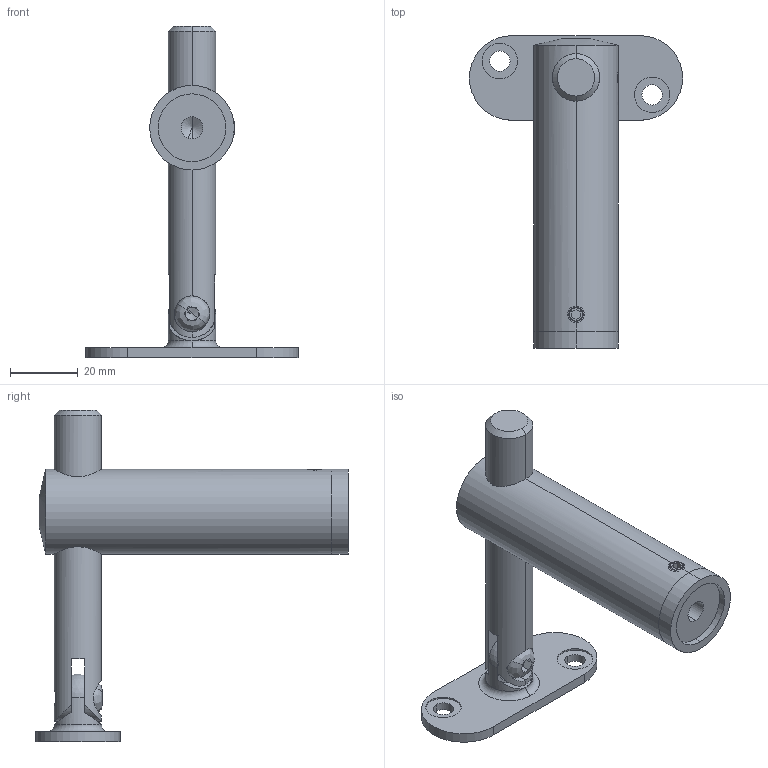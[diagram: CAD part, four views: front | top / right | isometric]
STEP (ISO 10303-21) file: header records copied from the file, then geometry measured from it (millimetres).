
FILE_DESCRIPTION (( 'STEP AP203' ), '1' );
FILE_NAME ('A_0136-000.STEP', '2021-02-22T13:00:31', ( '' ), ( '' ), 'SwSTEP 2.0', 'SolidWorks 2019', '' );
FILE_SCHEMA (( 'CONFIG_CONTROL_DESIGN' ));
Length unit declared in the file: millimetre
Products named in the file (8): DIN 914_SKRUTKA M 5X 5; MirrorA-1800-200; SKRUTKA DIN 913_SKRUTKA M 5X 5; A_0136-000.P3; A_0136-000.P1; A_0136-000; SKRUTKA stn iso 7380_M6x10; A_0136-000.P2
Assembly tree (7 placements, depth 2):
  A_0136-000
    A_0136-000.P1
    A_0136-000.P2
    A_0136-000.P3
    MirrorA-1800-200
    DIN 914_SKRUTKA M 5X 5
    SKRUTKA stn iso 7380_M6x10
    SKRUTKA DIN 913_SKRUTKA M 5X 5
Bounding box: 63 x 92.5 x 98 mm (x, y, z)
Volume: 49686.6 mm3; surface area: 22530.7 mm2
Topology: 7 solids, 7 shells, 134 faces, 320 edges, 198 vertices
Faces by surface type: cylinder 54, plane 50, cone 24, bspline 3, torus 2, sphere 1
Entity records: 5292 total; most frequent: CARTESIAN_POINT 1338, DIRECTION 679, ORIENTED_EDGE 626, EDGE_CURVE 313, AXIS2_PLACEMENT_3D 265, VERTEX_POINT 196, EDGE_LOOP 155, VECTOR 149
